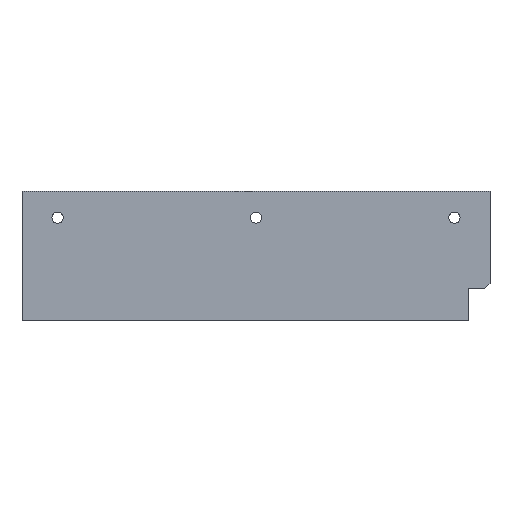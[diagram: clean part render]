
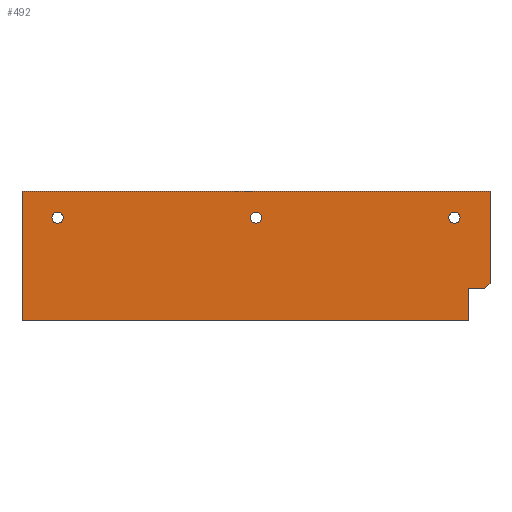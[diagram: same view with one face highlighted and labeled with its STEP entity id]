
A CAD part, top view. The second image highlights one B-rep face of the part: STEP entity #492.
In plain terms, the highlighted planar face has unit normal (0, 0, 1).
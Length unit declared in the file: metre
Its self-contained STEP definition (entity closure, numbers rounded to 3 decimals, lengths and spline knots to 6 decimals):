
#31=CIRCLE('',#535,0.00315);
#32=CIRCLE('',#537,0.00315);
#33=CIRCLE('',#540,0.00315);
#55=LINE('',#741,#103);
#58=LINE('',#747,#106);
#60=LINE('',#751,#108);
#67=LINE('',#764,#115);
#69=LINE('',#768,#117);
#70=LINE('',#776,#118);
#72=LINE('',#783,#120);
#103=VECTOR('',#595,1.);
#106=VECTOR('',#600,1.);
#108=VECTOR('',#604,1.);
#115=VECTOR('',#613,1.);
#117=VECTOR('',#617,1.);
#118=VECTOR('',#628,1.);
#120=VECTOR('',#636,1.);
#195=ORIENTED_EDGE('',*,*,#303,.F.);
#196=ORIENTED_EDGE('',*,*,#309,.T.);
#197=ORIENTED_EDGE('',*,*,#306,.F.);
#198=ORIENTED_EDGE('',*,*,#289,.F.);
#199=ORIENTED_EDGE('',*,*,#292,.F.);
#200=ORIENTED_EDGE('',*,*,#294,.F.);
#201=ORIENTED_EDGE('',*,*,#301,.F.);
#202=ORIENTED_EDGE('',*,*,#305,.F.);
#203=ORIENTED_EDGE('',*,*,#304,.F.);
#204=ORIENTED_EDGE('',*,*,#308,.F.);
#289=EDGE_CURVE('',#353,#354,#55,.T.);
#292=EDGE_CURVE('',#355,#353,#58,.T.);
#294=EDGE_CURVE('',#356,#355,#60,.T.);
#301=EDGE_CURVE('',#361,#356,#67,.T.);
#303=EDGE_CURVE('',#362,#361,#69,.T.);
#304=EDGE_CURVE('',#363,#363,#31,.T.);
#305=EDGE_CURVE('',#364,#364,#32,.T.);
#306=EDGE_CURVE('',#354,#365,#70,.T.);
#308=EDGE_CURVE('',#366,#366,#33,.T.);
#309=EDGE_CURVE('',#362,#365,#72,.F.);
#353=VERTEX_POINT('',#740);
#354=VERTEX_POINT('',#742);
#355=VERTEX_POINT('',#746);
#356=VERTEX_POINT('',#750);
#361=VERTEX_POINT('',#763);
#362=VERTEX_POINT('',#767);
#363=VERTEX_POINT('',#771);
#364=VERTEX_POINT('',#774);
#365=VERTEX_POINT('',#777);
#366=VERTEX_POINT('',#781);
#400=EDGE_LOOP('',(#195,#196,#197,#198,#199,#200,#201));
#401=EDGE_LOOP('',(#202));
#402=EDGE_LOOP('',(#203));
#403=EDGE_LOOP('',(#204));
#440=FACE_BOUND('',#400,.T.);
#441=FACE_BOUND('',#401,.T.);
#442=FACE_BOUND('',#402,.T.);
#443=FACE_BOUND('',#403,.T.);
#468=PLANE('',#541);
#492=ADVANCED_FACE('',(#440,#441,#442,#443),#468,.T.);
#535=AXIS2_PLACEMENT_3D('',#770,#620,#621);
#537=AXIS2_PLACEMENT_3D('',#773,#624,#625);
#540=AXIS2_PLACEMENT_3D('',#780,#632,#633);
#541=AXIS2_PLACEMENT_3D('',#782,#634,#635);
#595=DIRECTION('',(1.,0.,0.));
#600=DIRECTION('',(0.,1.,0.));
#604=DIRECTION('',(-1.,0.,0.));
#613=DIRECTION('',(0.,-1.,0.));
#617=DIRECTION('',(-1.,0.,0.));
#620=DIRECTION('',(0.,0.,1.));
#621=DIRECTION('',(1.,0.,0.));
#624=DIRECTION('',(0.,0.,1.));
#625=DIRECTION('',(1.,0.,0.));
#628=DIRECTION('',(0.,-1.,0.));
#632=DIRECTION('',(0.,0.,1.));
#633=DIRECTION('',(1.,0.,0.));
#634=DIRECTION('',(0.,0.,1.));
#635=DIRECTION('',(1.,0.,0.));
#636=DIRECTION('',(-0.707,-0.707,0.));
#740=CARTESIAN_POINT('',(-0.1315,0.0365,0.003));
#741=CARTESIAN_POINT('',(0.,0.0365,0.003));
#742=CARTESIAN_POINT('',(0.1315,0.0365,0.003));
#746=CARTESIAN_POINT('',(-0.1315,-0.0365,0.003));
#747=CARTESIAN_POINT('',(-0.1315,0.,0.003));
#750=CARTESIAN_POINT('',(0.1195,-0.0365,0.003));
#751=CARTESIAN_POINT('',(-0.006,-0.0365,0.003));
#763=CARTESIAN_POINT('',(0.1195,-0.0185,0.003));
#764=CARTESIAN_POINT('',(0.1195,-0.0275,0.003));
#767=CARTESIAN_POINT('',(0.1285,-0.0185,0.003));
#768=CARTESIAN_POINT('',(0.1255,-0.0185,0.003));
#770=CARTESIAN_POINT('',(0.,0.0215,0.003));
#771=CARTESIAN_POINT('',(0.00315,0.0215,0.003));
#773=CARTESIAN_POINT('',(-0.1115,0.0215,0.003));
#774=CARTESIAN_POINT('',(-0.10835,0.0215,0.003));
#776=CARTESIAN_POINT('',(0.1315,0.009,0.003));
#777=CARTESIAN_POINT('',(0.1315,-0.0155,0.003));
#780=CARTESIAN_POINT('',(0.1115,0.0215,0.003));
#781=CARTESIAN_POINT('',(0.11465,0.0215,0.003));
#782=CARTESIAN_POINT('',(0.,0.,0.003));
#783=CARTESIAN_POINT('',(0.0735,-0.0735,0.003));
